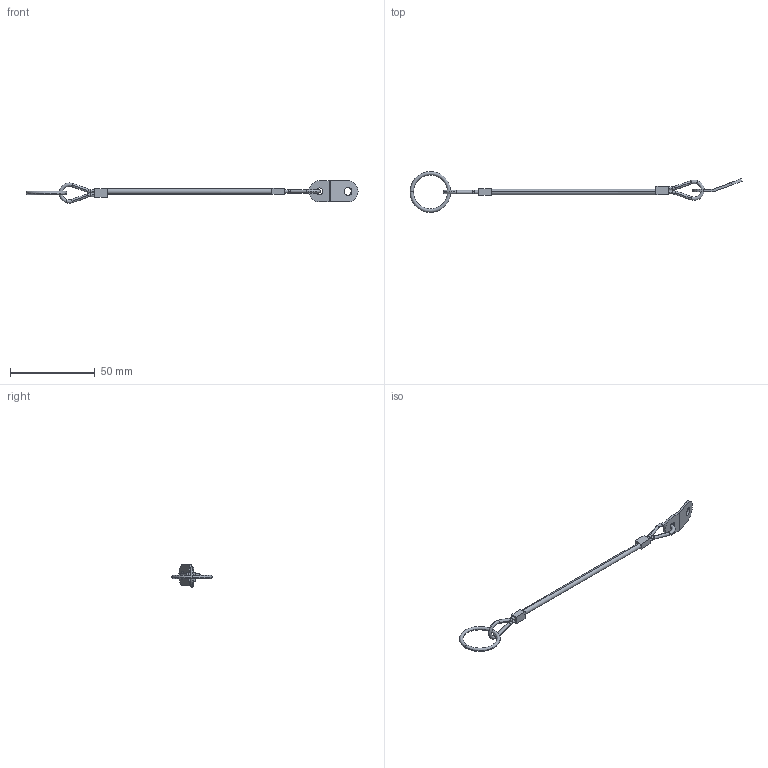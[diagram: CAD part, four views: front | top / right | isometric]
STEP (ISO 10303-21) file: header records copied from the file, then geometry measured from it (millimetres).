
FILE_DESCRIPTION(('STEP AP214'),'1');
FILE_NAME('HALDERN_EH_22400_1301.stp','2017-11-08T12:40:59',('TraceParts'),('TraceParts S.A.'),'Spatial InterOp 3D',' ',' ');
FILE_SCHEMA(('automotive_design'));
Length unit declared in the file: millimetre
Products named in the file (3): HALDERN_EH_22400_1301_1; HALDERN_EH_22400_1301_2; HALDERN_EH_22400_1301_3
Bounding box: 195.73 x 24 x 13.25 mm (x, y, z)
Volume: 2023.9 mm3; surface area: 3069.5 mm2
Topology: 3 solids, 3 shells, 65 faces, 175 edges, 114 vertices
Faces by surface type: cylinder 25, torus 20, plane 20
Entity records: 2940 total; most frequent: DIRECTION 421, CARTESIAN_POINT 357, ORIENTED_EDGE 350, AXIS2_PLACEMENT_3D 178, EDGE_CURVE 175, STYLED_ITEM 118, PRESENTATION_STYLE_ASSIGNMENT 118, COLOUR_RGB 118
